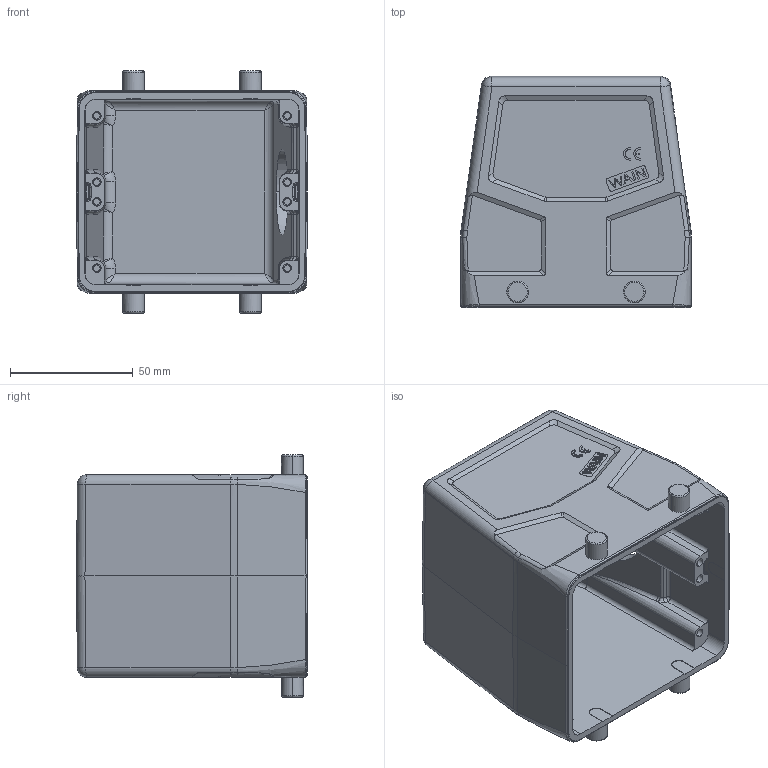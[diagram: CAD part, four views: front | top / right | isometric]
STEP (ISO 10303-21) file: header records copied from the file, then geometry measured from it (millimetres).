
FILE_DESCRIPTION((''),'2;1');
FILE_NAME('3D_1111325301004_W32B-SE-4B-PG2','2024-01-17T',('p.yu'),(''),'PRO/ENGINEER BY PARAMETRIC TECHNOLOGY CORPORATION, 2012480','PRO/ENGINEER BY PARAMETRIC TECHNOLOGY CORPORATION, 2012480','');
FILE_SCHEMA(('CONFIG_CONTROL_DESIGN'));
Length unit declared in the file: millimetre
Products named in the file (1): 3D_1111325301004_W32B-SE-4B-PG2
Bounding box: 94 x 94 x 98.5 mm (x, y, z)
Volume: 161875.5 mm3; surface area: 71236.4 mm2
Topology: 1 solids, 1 shells, 503 faces, 1306 edges, 822 vertices
Faces by surface type: plane 220, cylinder 169, bspline 52, torus 20, extrusion 20, cone 12, sphere 10
Entity records: 17950 total; most frequent: CARTESIAN_POINT 6253, ORIENTED_EDGE 2576, DIRECTION 2156, EDGE_CURVE 1288, VERTEX_POINT 822, VECTOR 734, LINE 714, AXIS2_PLACEMENT_3D 711
